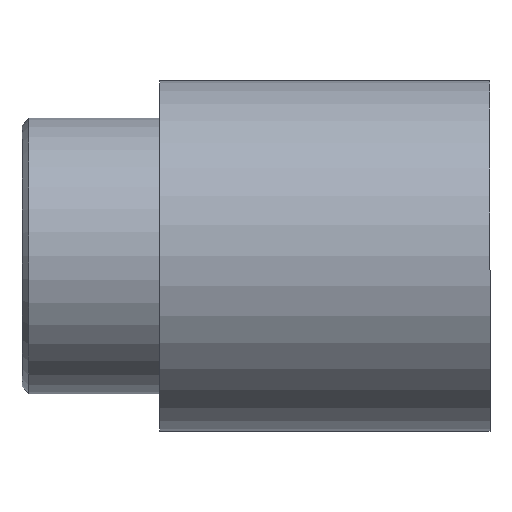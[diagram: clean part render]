
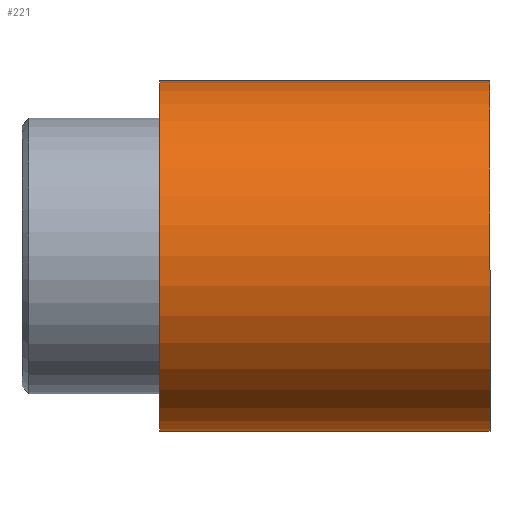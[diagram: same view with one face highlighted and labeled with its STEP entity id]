
A CAD part, top view. The second image highlights one B-rep face of the part: STEP entity #221.
In plain terms, the highlighted cylindrical face has radius 12.75 mm (diameter 25.5 mm), a partial arc.
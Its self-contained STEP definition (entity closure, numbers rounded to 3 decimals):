
#11 = VERTEX_POINT ( 'NONE', #102 ) ;
#27 = ORIENTED_EDGE ( 'NONE', *, *, #51, .T. ) ;
#29 = ORIENTED_EDGE ( 'NONE', *, *, #368, .T. ) ;
#51 = EDGE_CURVE ( 'NONE', #54, #75, #98, .T. ) ;
#53 = ORIENTED_EDGE ( 'NONE', *, *, #130, .F. ) ;
#54 = VERTEX_POINT ( 'NONE', #104 ) ;
#62 = CIRCLE ( 'NONE', #63, 12.75 ) ;
#63 = AXIS2_PLACEMENT_3D ( 'NONE', #64, #65, #66 ) ;
#64 = CARTESIAN_POINT ( 'NONE',  ( -24., 0., 0. ) ) ;
#65 = DIRECTION ( 'NONE',  ( 1., 0., 0. ) ) ;
#66 = DIRECTION ( 'NONE',  ( 0., 1., 0. ) ) ;
#75 = VERTEX_POINT ( 'NONE', #142 ) ;
#98 = LINE ( 'NONE', #99, #100 ) ;
#99 = CARTESIAN_POINT ( 'NONE',  ( 0., -12.75, 0. ) ) ;
#100 = VECTOR ( 'NONE', #101, 1000. ) ;
#101 = DIRECTION ( 'NONE',  ( 1., 0., 0. ) ) ;
#102 = CARTESIAN_POINT ( 'NONE',  ( 0., 12.75, 0. ) ) ;
#104 = CARTESIAN_POINT ( 'NONE',  ( -24., -12.75, 0. ) ) ;
#130 = EDGE_CURVE ( 'NONE', #220, #11, #161, .T. ) ;
#142 = CARTESIAN_POINT ( 'NONE',  ( 0., -12.75, 0. ) ) ;
#161 = LINE ( 'NONE', #162, #163 ) ;
#162 = CARTESIAN_POINT ( 'NONE',  ( 0., 12.75, 0. ) ) ;
#163 = VECTOR ( 'NONE', #164, 1000. ) ;
#164 = DIRECTION ( 'NONE',  ( 1., 0., 0. ) ) ;
#165 = EDGE_CURVE ( 'NONE', #11, #75, #173, .T. ) ;
#173 = CIRCLE ( 'NONE', #174, 12.75 ) ;
#174 = AXIS2_PLACEMENT_3D ( 'NONE', #175, #176, #177 ) ;
#175 = CARTESIAN_POINT ( 'NONE',  ( 0., 0., 0. ) ) ;
#176 = DIRECTION ( 'NONE',  ( 1., 0., 0. ) ) ;
#177 = DIRECTION ( 'NONE',  ( 0., 1., 0. ) ) ;
#207 = CARTESIAN_POINT ( 'NONE',  ( -24., 12.75, 0. ) ) ;
#208 = FACE_OUTER_BOUND ( 'NONE', #364, .T. ) ;
#209 = CYLINDRICAL_SURFACE ( 'NONE', #210, 12.75 ) ;
#210 = AXIS2_PLACEMENT_3D ( 'NONE', #211, #212, #213 ) ;
#211 = CARTESIAN_POINT ( 'NONE',  ( 0., 0., 0. ) ) ;
#212 = DIRECTION ( 'NONE',  ( 1., 0., 0. ) ) ;
#213 = DIRECTION ( 'NONE',  ( 0., 1., 0. ) ) ;
#220 = VERTEX_POINT ( 'NONE', #207 ) ;
#221 = ADVANCED_FACE ( 'NONE', ( #208 ), #209, .T. ) ;
#257 = ORIENTED_EDGE ( 'NONE', *, *, #165, .F. ) ;
#364 = EDGE_LOOP ( 'NONE', ( #29, #27, #257, #53 ) ) ;
#368 = EDGE_CURVE ( 'NONE', #220, #54, #62, .T. ) ;
